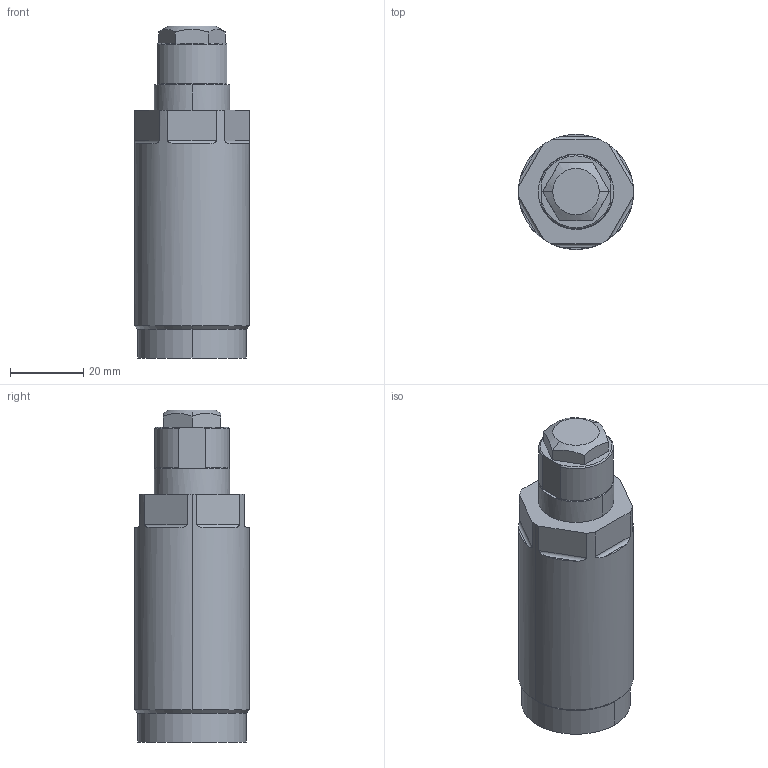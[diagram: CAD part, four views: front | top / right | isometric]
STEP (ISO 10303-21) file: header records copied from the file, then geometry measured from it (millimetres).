
FILE_DESCRIPTION((''),'2;1');
FILE_NAME('ILC10070817','2012-10-18T',('jdw'),(''),'PRO/ENGINEER BY PARAMETRIC TECHNOLOGY CORPORATION, 2007460','PRO/ENGINEER BY PARAMETRIC TECHNOLOGY CORPORATION, 2007460','');
FILE_SCHEMA(('AUTOMOTIVE_DESIGN_CC2 { 1 2 10303 214 -1 1 5 2 }'));
Length unit declared in the file: inch
Products named in the file (1): ILC10070817
Bounding box: 31.5 x 31.5 x 90.96 mm (x, y, z)
Volume: 57980.8 mm3; surface area: 9813.1 mm2
Topology: 1 solids, 2 shells, 52 faces, 130 edges, 84 vertices
Faces by surface type: plane 28, cylinder 16, torus 4, cone 4
Entity records: 1959 total; most frequent: CARTESIAN_POINT 580, ORIENTED_EDGE 260, DIRECTION 242, EDGE_CURVE 130, COLOUR_RGB 106, AXIS2_PLACEMENT_3D 90, VERTEX_POINT 84, VECTOR 62
